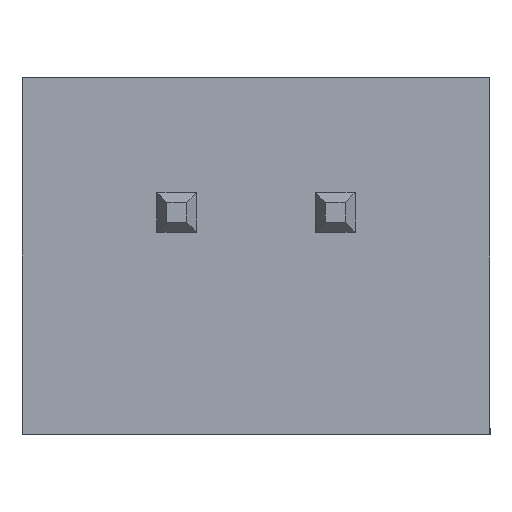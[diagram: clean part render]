
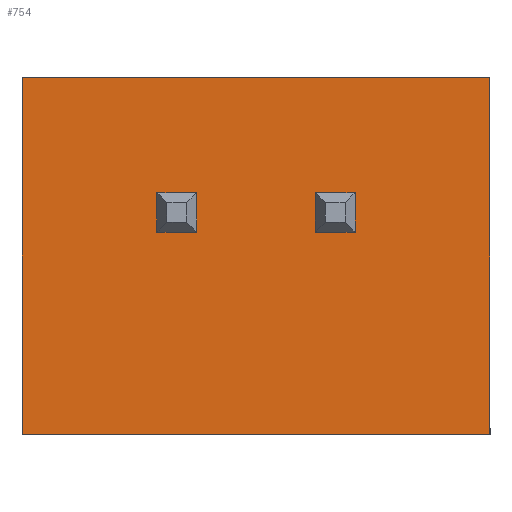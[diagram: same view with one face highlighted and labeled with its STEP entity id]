
A CAD part, front view. The second image highlights one B-rep face of the part: STEP entity #754.
In plain terms, the highlighted planar face has unit normal (0, -1, 0).
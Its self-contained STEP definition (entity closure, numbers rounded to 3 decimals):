
#33 = CARTESIAN_POINT ( 'NONE',  ( 2.95, 0., 4.5 ) ) ;
#44 = LINE ( 'NONE', #33, #1189 ) ;
#52 = EDGE_CURVE ( 'NONE', #1160, #946, #44, .T. ) ;
#53 = LINE ( 'NONE', #1147, #138 ) ;
#138 = VECTOR ( 'NONE', #890, 1000. ) ;
#279 = ORIENTED_EDGE ( 'NONE', *, *, #768, .F. ) ;
#358 = DIRECTION ( 'NONE',  ( 0., -1., 0. ) ) ;
#407 = ORIENTED_EDGE ( 'NONE', *, *, #1837, .T. ) ;
#421 = VERTEX_POINT ( 'NONE', #623 ) ;
#462 = DIRECTION ( 'NONE',  ( 0., 0., 1. ) ) ;
#623 = CARTESIAN_POINT ( 'NONE',  ( 8.85, 0., 4.5 ) ) ;
#637 = CARTESIAN_POINT ( 'NONE',  ( 2.95, 0., 0. ) ) ;
#644 = LINE ( 'NONE', #915, #1707 ) ;
#715 = LINE ( 'NONE', #1336, #1062 ) ;
#754 = ADVANCED_FACE ( 'NONE', ( #1469 ), #1143, .T. ) ;
#768 = EDGE_CURVE ( 'NONE', #421, #1096, #715, .T. ) ;
#827 = ORIENTED_EDGE ( 'NONE', *, *, #1600, .F. ) ;
#838 = DIRECTION ( 'NONE',  ( 0., 0., -1. ) ) ;
#868 = CARTESIAN_POINT ( 'NONE',  ( 7.2, 0., 0.4 ) ) ;
#890 = DIRECTION ( 'NONE',  ( -1., 0., 0. ) ) ;
#915 = CARTESIAN_POINT ( 'NONE',  ( 2.95, 0., 0. ) ) ;
#942 = EDGE_LOOP ( 'NONE', ( #407, #1495, #827, #279 ) ) ;
#946 = VERTEX_POINT ( 'NONE', #1229 ) ;
#954 = DIRECTION ( 'NONE',  ( -1., 0., 0. ) ) ;
#1062 = VECTOR ( 'NONE', #838, 1000. ) ;
#1096 = VERTEX_POINT ( 'NONE', #1122 ) ;
#1122 = CARTESIAN_POINT ( 'NONE',  ( 8.85, 0., 0. ) ) ;
#1143 = PLANE ( 'NONE',  #1439 ) ;
#1147 = CARTESIAN_POINT ( 'NONE',  ( 7.2, 0., 4.5 ) ) ;
#1160 = VERTEX_POINT ( 'NONE', #637 ) ;
#1189 = VECTOR ( 'NONE', #462, 1000. ) ;
#1229 = CARTESIAN_POINT ( 'NONE',  ( 2.95, 0., 4.5 ) ) ;
#1336 = CARTESIAN_POINT ( 'NONE',  ( 8.85, 0., 0.4 ) ) ;
#1439 = AXIS2_PLACEMENT_3D ( 'NONE', #868, #358, #1787 ) ;
#1469 = FACE_OUTER_BOUND ( 'NONE', #942, .T. ) ;
#1495 = ORIENTED_EDGE ( 'NONE', *, *, #52, .F. ) ;
#1600 = EDGE_CURVE ( 'NONE', #1096, #1160, #644, .T. ) ;
#1707 = VECTOR ( 'NONE', #954, 1000. ) ;
#1787 = DIRECTION ( 'NONE',  ( 1., 0., 0. ) ) ;
#1837 = EDGE_CURVE ( 'NONE', #421, #946, #53, .T. ) ;
